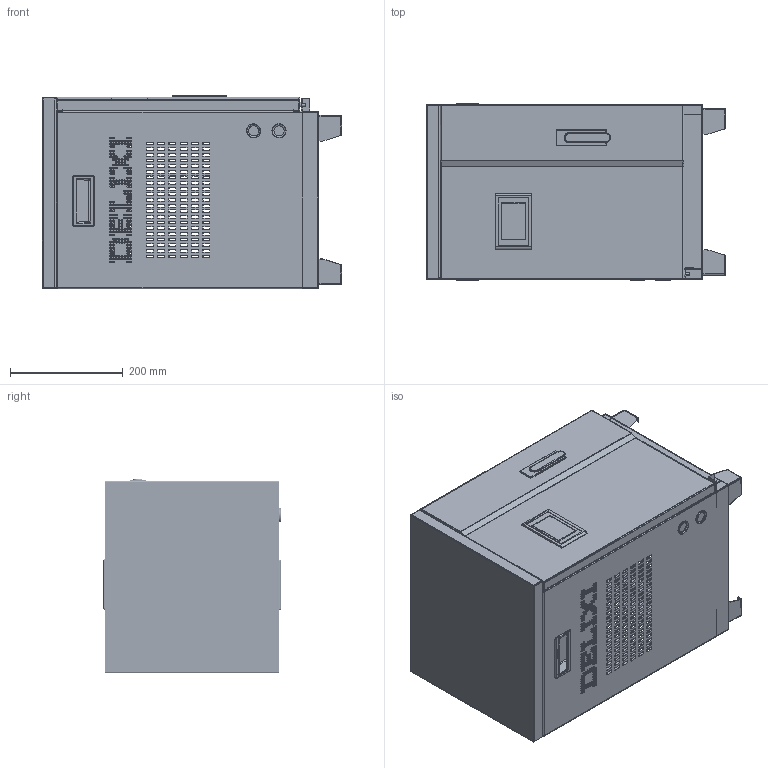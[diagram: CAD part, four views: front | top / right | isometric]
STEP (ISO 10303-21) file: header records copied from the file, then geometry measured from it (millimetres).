
FILE_DESCRIPTION (( 'STEP AP214' ), '1' );
FILE_NAME ('TND3-10K柜式三维图-202508.STEP', '2025-08-19T02:40:02', ( 'China' ), ( 'Home' ), 'SwSTEP 2.0', 'SolidWorks 2020', '' );
FILE_SCHEMA (( 'AUTOMOTIVE_DESIGN' ));
Length unit declared in the file: millimetre
Products named in the file (19): TND2-10K嶄宒綴啣; 橡皮塞子; TND3珘儒そ軞蚾; TND2-10Kヶ褒沺; TND2-10K嶄宒沺菁褐; TND2-10K嶄宒滅扷厙; TND3-10K嶄宒藷啣; 藷坶; TND2-10K嶄宒衵耜啣; TND2-10K耜晚褒沺; 6245珘儒啣; 剿繚ん1P; TND2-10K嶄宒酘耜啣; TND3-10K柜式三维图-202508; 5K枑忒; 6245噩; TND2-10K剿繚んИ璃; そ遺; TND2-10K嶄宒階裔
Assembly tree (25 placements, depth 3):
  TND3-10K柜式三维图-202508
    TND2-10K剿繚んИ璃
    TND3-10K嶄宒藷啣
    TND2-10K嶄宒衵耜啣
    TND2-10K嶄宒酘耜啣
    TND2-10K嶄宒階裔
    TND2-10K嶄宒綴啣
    TND2-10Kヶ褒沺  x2
    TND2-10K耜晚褒沺  x2
    TND2-10K嶄宒沺菁褐  x4
    剿繚ん1P
    5K枑忒  x2
    TND2-10K嶄宒滅扷厙
    藷坶
    橡皮塞子  x2
    TND3珘儒そ軞蚾
      そ遺
      6245噩
      6245珘儒啣
Bounding box: 530 x 314 x 343.4 mm (x, y, z)
Volume: 1056860.4 mm3; surface area: 2023352 mm2
Topology: 24 solids, 26 shells, 6712 faces, 18603 edges, 12159 vertices
Faces by surface type: plane 4880, cylinder 1397, bspline 369, torus 58, cone 8
Entity records: 229868 total; most frequent: CARTESIAN_POINT 51553, ORIENTED_EDGE 36310, DIRECTION 32493, EDGE_CURVE 18155, VECTOR 14733, LINE 14733, VERTEX_POINT 11900, EDGE_LOOP 9077
